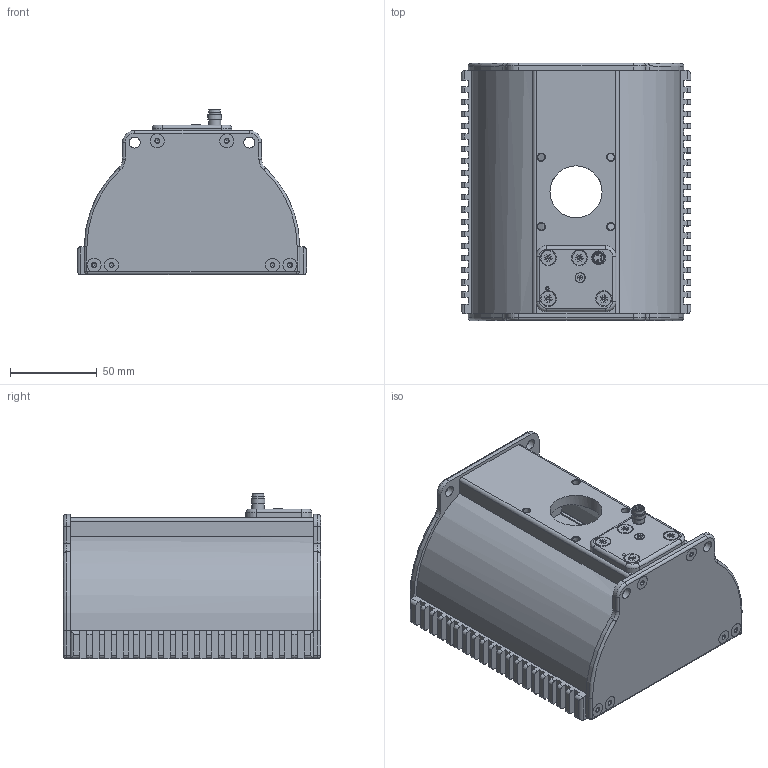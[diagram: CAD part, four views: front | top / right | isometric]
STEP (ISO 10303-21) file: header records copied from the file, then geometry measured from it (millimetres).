
FILE_DESCRIPTION(/* description */ ('Sestava'),/* implementation_level */ '2;1');
FILE_NAME(/* name */ 'Model DLU2-140',/* time_stamp */ '2024-10-28T14:16:48+01:00',/* author */ ('Stanislav JedliÄŤka'),/* organization */ ('JedliÄŤka COMPUTERS s.r.o.'),/* preprocessor_version */ 'ST-DEVELOPER v16.7',/* originating_system */ 'DEX',/* authorisation */ $);
FILE_SCHEMA (('AUTOMOTIVE_DESIGN {1 0 10303 214 3 1 1}'));
Length unit declared in the file: millimetre
Products named in the file (1): Model DLU2-140
Bounding box: 132.01 x 148 x 95.1 mm (x, y, z)
Surface area: 128631.9 mm2 (no closed solid volume)
Topology: 0 solids, 32 shells, 742 faces, 2154 edges, 1438 vertices
Faces by surface type: plane 462, cylinder 155, cone 83, torus 30, sphere 12
Full cylindrical faces by diameter (mm): 1 x3, 1.002 x1, 1.567 x1, 4.134 x4, 5.5 x1, 5.6 x1, 6.2 x1, 6.3 x4, 6.8 x1, 6.804 x1, 7 x1, 8 x1, 8.4 x4, 30 x1, 35 x1
Entity records: 24694 total; most frequent: CARTESIAN_POINT 4542, DIRECTION 4064, ORIENTED_EDGE 3834, EDGE_CURVE 2069, VERTEX_POINT 1412, LINE 1408, VECTOR 1408, AXIS2_PLACEMENT_3D 1328
